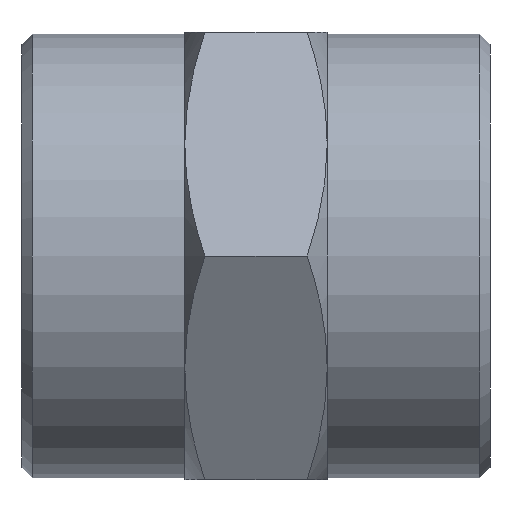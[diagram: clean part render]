
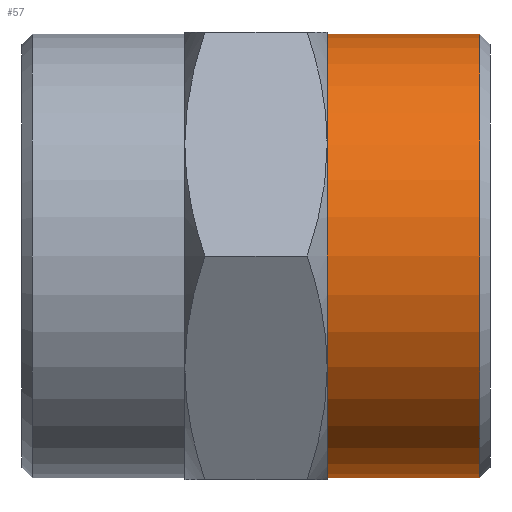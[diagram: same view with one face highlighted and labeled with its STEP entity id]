
A CAD part, left-side view. The second image highlights one B-rep face of the part: STEP entity #57.
In plain terms, the highlighted cylindrical face has radius 10.9 mm (diameter 21.8 mm), a full revolution.
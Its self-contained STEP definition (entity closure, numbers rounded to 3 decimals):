
#57 = ADVANCED_FACE( '', ( #135, #136 ), #137, .T. );
#135 = FACE_OUTER_BOUND( '', #240, .T. );
#136 = FACE_OUTER_BOUND( '', #241, .T. );
#137 = CYLINDRICAL_SURFACE( '', #242, 10.9 );
#240 = EDGE_LOOP( '', ( #348 ) );
#241 = EDGE_LOOP( '', ( #349 ) );
#242 = AXIS2_PLACEMENT_3D( '', #350, #351, #352 );
#348 = ORIENTED_EDGE( '', *, *, #562, .F. );
#349 = ORIENTED_EDGE( '', *, *, #563, .F. );
#350 = CARTESIAN_POINT( '', ( 0., -11.5, 0. ) );
#351 = DIRECTION( '', ( 0., 1., 0. ) );
#352 = DIRECTION( '', ( 0., 0., -1. ) );
#562 = EDGE_CURVE( '', #651, #651, #652, .T. );
#563 = EDGE_CURVE( '', #653, #653, #654, .T. );
#651 = VERTEX_POINT( '', #792 );
#652 = CIRCLE( '', #793, 10.9 );
#653 = VERTEX_POINT( '', #794 );
#654 = CIRCLE( '', #795, 10.9 );
#792 = CARTESIAN_POINT( '', ( 0., -11., -10.9 ) );
#793 = AXIS2_PLACEMENT_3D( '', #1020, #1021, #1022 );
#794 = CARTESIAN_POINT( '', ( 0., -3.5, 10.9 ) );
#795 = AXIS2_PLACEMENT_3D( '', #1023, #1024, #1025 );
#1020 = CARTESIAN_POINT( '', ( 0., -11., 0. ) );
#1021 = DIRECTION( '', ( 0., -1., 0. ) );
#1022 = DIRECTION( '', ( 0., 0., -1. ) );
#1023 = CARTESIAN_POINT( '', ( 0., -3.5, 0. ) );
#1024 = DIRECTION( '', ( 0., 1., 0. ) );
#1025 = DIRECTION( '', ( 0., 0., 1. ) );
